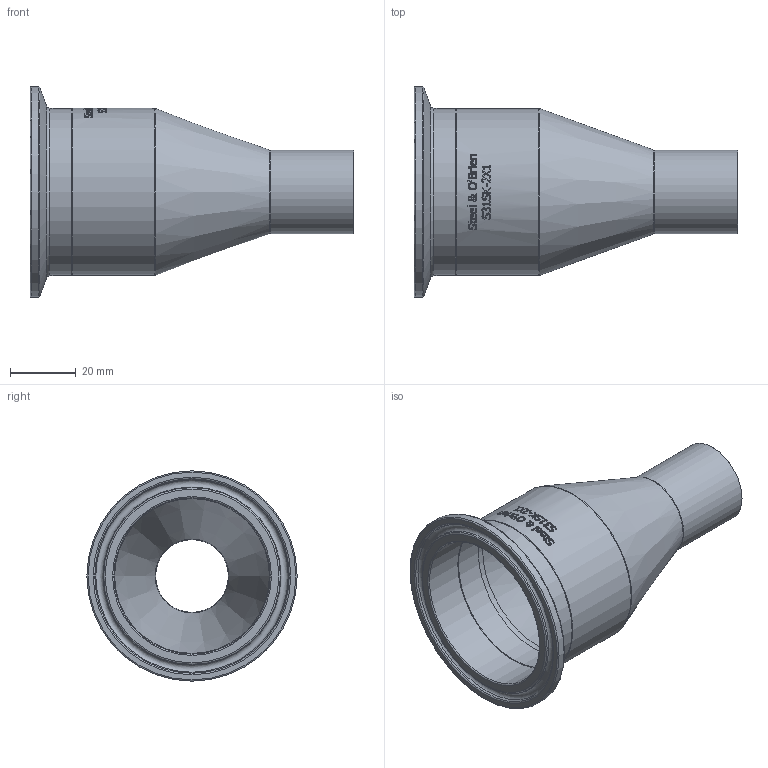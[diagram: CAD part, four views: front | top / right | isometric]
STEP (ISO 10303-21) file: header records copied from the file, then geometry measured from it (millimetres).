
FILE_DESCRIPTION(/* description */ (''),/* implementation_level */ '2;1');
FILE_NAME(/* name */ 'S31SK-2X1.stp',/* time_stamp */ '2018-11-29T14:53:40-05:00',/* author */ ('rick'),/* organization */ (''),/* preprocessor_version */ 'ST-DEVELOPER v15.2',/* originating_system */ 'Autodesk Inventor 2014',/* authorisation */ '');
FILE_SCHEMA (('AUTOMOTIVE_DESIGN { 1 0 10303 214 3 1 1 }'));
Length unit declared in the file: inch
Products named in the file (1): S31SK-2X1
Bounding box: 98.42 x 63.91 x 63.91 mm (x, y, z)
Volume: 37845.9 mm3; surface area: 26036.9 mm2
Topology: 1 solids, 1 shells, 396 faces, 1060 edges, 698 vertices
Faces by surface type: bspline 183, plane 153, cylinder 38, torus 17, cone 5
Full cylindrical faces by diameter (mm): 22.098 x1, 25.4 x1, 47.498 x2, 50.8 x2, 63.906 x1
Entity records: 15707 total; most frequent: CARTESIAN_POINT 6893, ORIENTED_EDGE 2062, DIRECTION 1303, EDGE_CURVE 1031, VERTEX_POINT 698, EDGE_LOOP 459, LINE 455, VECTOR 455
